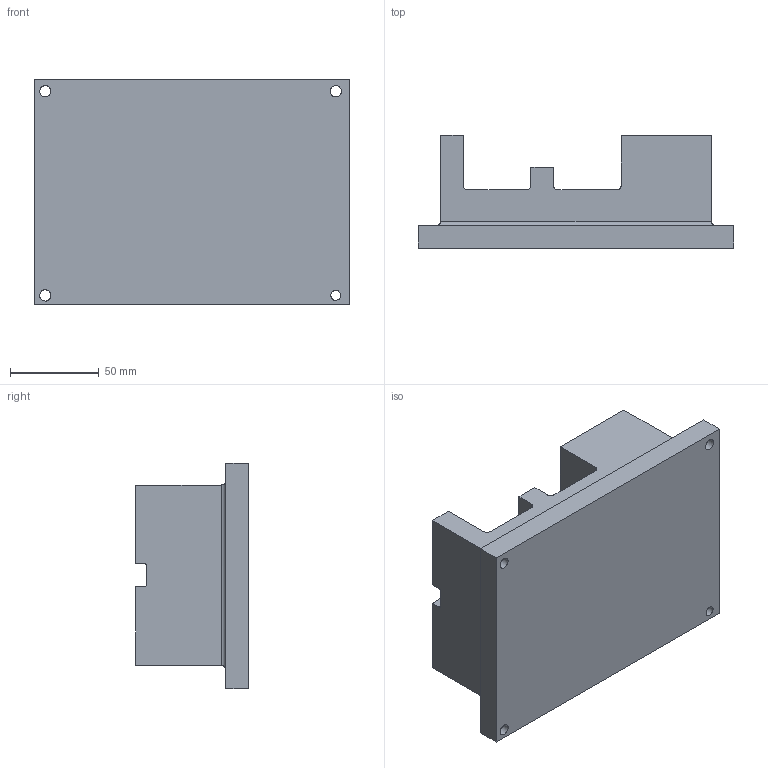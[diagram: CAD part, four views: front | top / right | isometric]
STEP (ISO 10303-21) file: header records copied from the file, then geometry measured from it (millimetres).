
FILE_DESCRIPTION((''),'2;1');
FILE_NAME('Part1a.stp','2012-04-09T09:14:48',( 'User'),('SDRC'),'I-DEAS Master Series','UNIX','Yes');
FILE_SCHEMA(('CONFIG_CONTROL_DESIGN', 'GEOMETRIC_VALIDATION_PROPERTIES_MIM','SHAPE_APPEARANCE_LAYER_MIM'));
Length unit declared in the file: inch
Bounding box: 177.8 x 63.5 x 127 mm (x, y, z)
Volume: 807114.6 mm3; surface area: 82574.6 mm2
Topology: 1 solids, 1 shells, 43 faces, 116 edges, 76 vertices
Faces by surface type: bspline 43
Entity records: 1500 total; most frequent: CARTESIAN_POINT 621, ORIENTED_EDGE 232, EDGE_CURVE 116, B_SPLINE_CURVE_WITH_KNOTS 82, VERTEX_POINT 76, EDGE_LOOP 52, FACE_OUTER_BOUND 43, ADVANCED_FACE 43
